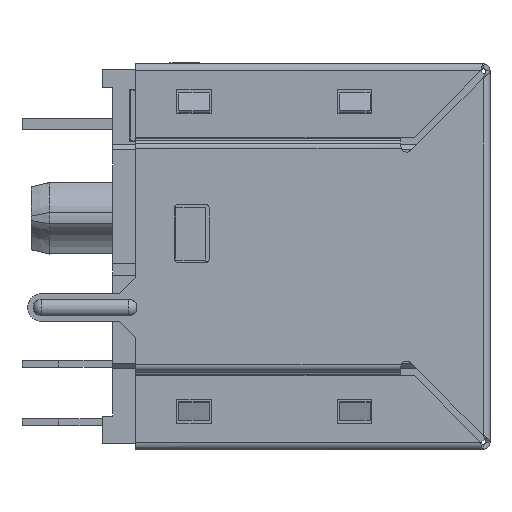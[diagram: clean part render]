
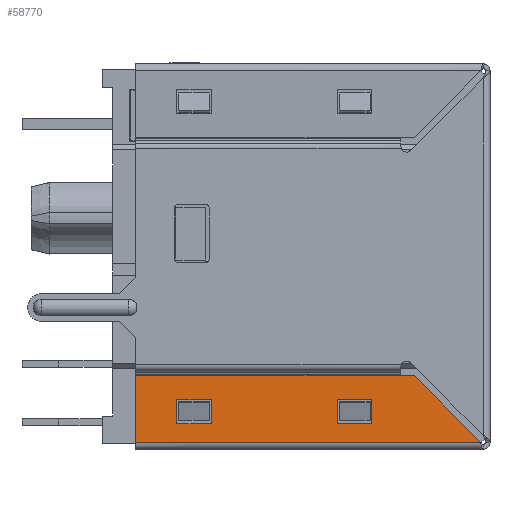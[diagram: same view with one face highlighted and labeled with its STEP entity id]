
A CAD part, left-side view. The second image highlights one B-rep face of the part: STEP entity #58770.
In plain terms, the highlighted planar face has unit normal (-1, 0, 0.018).
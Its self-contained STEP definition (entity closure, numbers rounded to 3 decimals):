
#11449=ORIENTED_EDGE('',*,*,#19506,.F.);
#11450=ORIENTED_EDGE('',*,*,#19507,.F.);
#11451=ORIENTED_EDGE('',*,*,#19508,.F.);
#11452=ORIENTED_EDGE('',*,*,#19509,.F.);
#11453=ORIENTED_EDGE('',*,*,#19510,.F.);
#11454=ORIENTED_EDGE('',*,*,#19511,.F.);
#11455=ORIENTED_EDGE('',*,*,#19512,.F.);
#11456=ORIENTED_EDGE('',*,*,#19513,.F.);
#11457=ORIENTED_EDGE('',*,*,#19514,.T.);
#11458=ORIENTED_EDGE('',*,*,#19470,.T.);
#11459=ORIENTED_EDGE('',*,*,#19474,.T.);
#11460=ORIENTED_EDGE('',*,*,#19515,.T.);
#19470=EDGE_CURVE('',#24243,#24239,#29490,.T.);
#19474=EDGE_CURVE('',#24239,#24245,#29493,.T.);
#19506=EDGE_CURVE('',#24273,#24274,#29525,.T.);
#19507=EDGE_CURVE('',#24275,#24273,#29526,.T.);
#19508=EDGE_CURVE('',#24276,#24275,#29527,.T.);
#19509=EDGE_CURVE('',#24274,#24276,#29528,.T.);
#19510=EDGE_CURVE('',#24277,#24278,#29529,.T.);
#19511=EDGE_CURVE('',#24279,#24277,#29530,.T.);
#19512=EDGE_CURVE('',#24280,#24279,#29531,.T.);
#19513=EDGE_CURVE('',#24278,#24280,#29532,.T.);
#19514=EDGE_CURVE('',#24281,#24243,#29533,.T.);
#19515=EDGE_CURVE('',#24245,#24281,#29534,.T.);
#24239=VERTEX_POINT('',#84118);
#24243=VERTEX_POINT('',#84137);
#24245=VERTEX_POINT('',#84143);
#24273=VERTEX_POINT('',#84209);
#24274=VERTEX_POINT('',#84210);
#24275=VERTEX_POINT('',#84212);
#24276=VERTEX_POINT('',#84214);
#24277=VERTEX_POINT('',#84217);
#24278=VERTEX_POINT('',#84218);
#24279=VERTEX_POINT('',#84220);
#24280=VERTEX_POINT('',#84222);
#24281=VERTEX_POINT('',#84225);
#29490=LINE('',#84136,#34877);
#29493=LINE('',#84144,#34880);
#29525=LINE('',#84208,#34912);
#29526=LINE('',#84211,#34913);
#29527=LINE('',#84213,#34914);
#29528=LINE('',#84215,#34915);
#29529=LINE('',#84216,#34916);
#29530=LINE('',#84219,#34917);
#29531=LINE('',#84221,#34918);
#29532=LINE('',#84223,#34919);
#29533=LINE('',#84224,#34920);
#29534=LINE('',#84226,#34921);
#34877=VECTOR('',#70638,1000.);
#34880=VECTOR('',#70645,1000.);
#34912=VECTOR('',#70687,1000.);
#34913=VECTOR('',#70688,1000.);
#34914=VECTOR('',#70689,1000.);
#34915=VECTOR('',#70690,1000.);
#34916=VECTOR('',#70691,1000.);
#34917=VECTOR('',#70692,1000.);
#34918=VECTOR('',#70693,1000.);
#34919=VECTOR('',#70694,1000.);
#34920=VECTOR('',#70695,1000.);
#34921=VECTOR('',#70696,1000.);
#37406=EDGE_LOOP('',(#11449,#11450,#11451,#11452));
#37407=EDGE_LOOP('',(#11453,#11454,#11455,#11456));
#37408=EDGE_LOOP('',(#11457,#11458,#11459,#11460));
#39711=FACE_BOUND('',#37406,.T.);
#39712=FACE_BOUND('',#37407,.T.);
#39713=FACE_BOUND('',#37408,.T.);
#41721=PLANE('',#61389);
#58770=ADVANCED_FACE('',(#39711,#39712,#39713),#41721,.T.);
#61389=AXIS2_PLACEMENT_3D('',#84207,#70685,#70686);
#70638=DIRECTION('',(0.,-1.,0.));
#70645=DIRECTION('',(0.012,0.707,0.707));
#70685=DIRECTION('',(-1.,0.,0.017));
#70686=DIRECTION('',(0.,1.,0.));
#70687=DIRECTION('',(0.,-1.,0.));
#70688=DIRECTION('',(-0.017,0.,-1.));
#70689=DIRECTION('',(0.,1.,0.));
#70690=DIRECTION('',(0.017,0.,1.));
#70691=DIRECTION('',(0.,-1.,0.));
#70692=DIRECTION('',(-0.017,0.,-1.));
#70693=DIRECTION('',(0.,1.,0.));
#70694=DIRECTION('',(0.017,0.,1.));
#70695=DIRECTION('',(-0.017,0.,-1.));
#70696=DIRECTION('',(0.,1.,0.));
#84118=CARTESIAN_POINT('',(12.956,-10.438,8.316));
#84136=CARTESIAN_POINT('',(12.956,-10.84,8.316));
#84137=CARTESIAN_POINT('',(12.956,4.61,8.316));
#84143=CARTESIAN_POINT('',(13.006,-7.54,11.213));
#84144=CARTESIAN_POINT('',(13.006,-7.54,11.213));
#84207=CARTESIAN_POINT('',(13.066,-10.84,14.646));
#84208=CARTESIAN_POINT('',(12.97,2.81,9.114));
#84209=CARTESIAN_POINT('',(12.97,2.81,9.114));
#84210=CARTESIAN_POINT('',(12.97,1.31,9.114));
#84211=CARTESIAN_POINT('',(12.988,2.81,10.164));
#84212=CARTESIAN_POINT('',(12.988,2.81,10.164));
#84213=CARTESIAN_POINT('',(12.988,2.81,10.164));
#84214=CARTESIAN_POINT('',(12.988,1.31,10.164));
#84215=CARTESIAN_POINT('',(12.988,1.31,10.164));
#84216=CARTESIAN_POINT('',(12.97,-4.19,9.114));
#84217=CARTESIAN_POINT('',(12.97,-4.19,9.114));
#84218=CARTESIAN_POINT('',(12.97,-5.69,9.114));
#84219=CARTESIAN_POINT('',(12.988,-4.19,10.164));
#84220=CARTESIAN_POINT('',(12.988,-4.19,10.164));
#84221=CARTESIAN_POINT('',(12.988,-4.19,10.164));
#84222=CARTESIAN_POINT('',(12.988,-5.69,10.164));
#84223=CARTESIAN_POINT('',(12.988,-5.69,10.164));
#84224=CARTESIAN_POINT('',(12.954,4.61,8.214));
#84225=CARTESIAN_POINT('',(13.006,4.61,11.213));
#84226=CARTESIAN_POINT('',(13.006,4.56,11.213));
